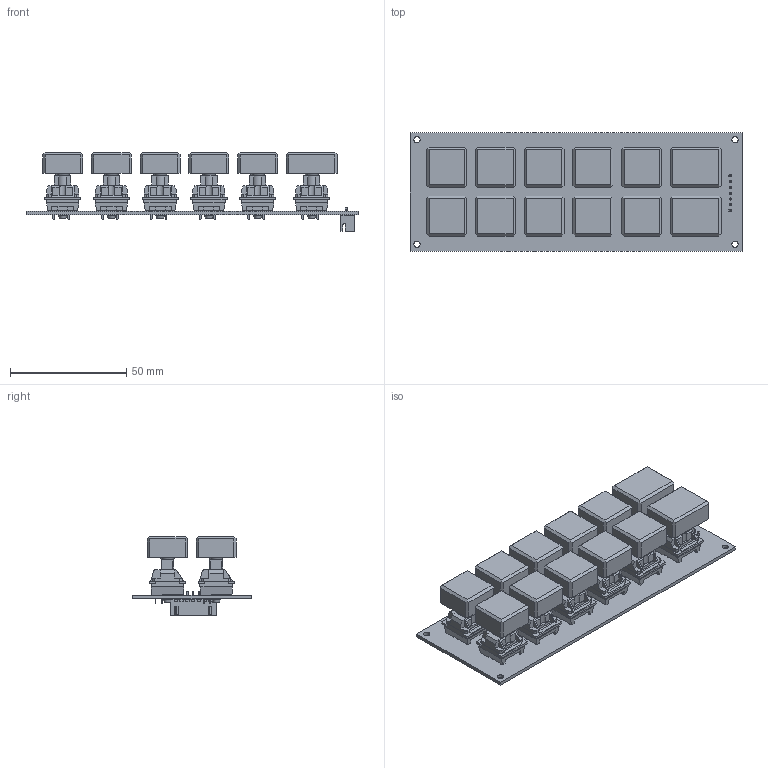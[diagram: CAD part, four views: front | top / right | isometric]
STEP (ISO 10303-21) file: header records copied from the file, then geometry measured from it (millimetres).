
FILE_DESCRIPTION(('KiCad electronic assembly'),'2;1');
FILE_NAME('keypad.step','2026-01-31T17:17:59',('Pcbnew'),('Kicad'), 'Open CASCADE STEP processor 7.6','KiCad to STEP converter','Unknown' );
FILE_SCHEMA(('AUTOMOTIVE_DESIGN { 1 0 10303 214 1 1 1 1 }'));
Length unit declared in the file: millimetre
Products named in the file (10): keypad 1; REDragon-MX-ZT02; Body; Button; Pins; Keycap; stopKey; startKey; JST_XH_B7B-XH-A_1x07_P2.50mm_Vertical; keypad_PCB
Assembly tree (29 placements, depth 3):
  keypad 1
    REDragon-MX-ZT02  x12
      Body
      Button
      Pins
    Keycap  x10
    stopKey
    startKey
    JST_XH_B7B-XH-A_1x07_P2.50mm_Vertical
    keypad_PCB
Bounding box: 143 x 51 x 33.94 mm (x, y, z)
Volume: 65188.1 mm3; surface area: 50657 mm2
Topology: 62 solids, 62 shells, 2738 faces, 7234 edges, 4742 vertices
Faces by surface type: plane 2447, cylinder 267, cone 12, torus 12
Full cylindrical faces by diameter (mm): 0.95 x7, 1 x24, 1.5 x24, 1.7 x24, 2.7 x4, 3.8 x12, 4 x12, 5.309 x12
Entity records: 18951 total; most frequent: CARTESIAN_POINT 3049, ORIENTED_EDGE 2970, DIRECTION 2882, EDGE_CURVE 1485, LINE 1264, VECTOR 1264, VERTEX_POINT 968, AXIS2_PLACEMENT_3D 809
